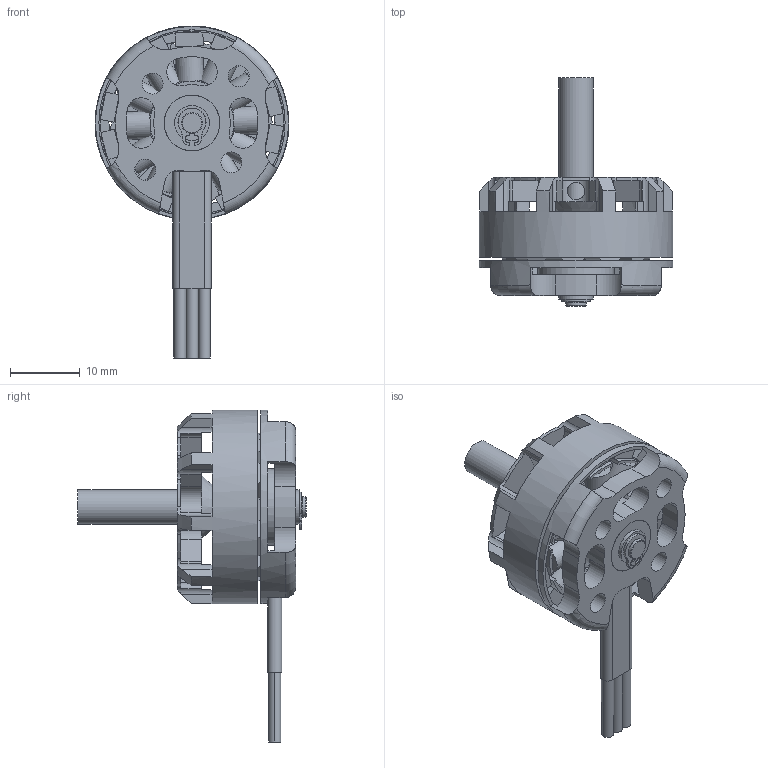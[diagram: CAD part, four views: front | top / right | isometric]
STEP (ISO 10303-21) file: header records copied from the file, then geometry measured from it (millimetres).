
FILE_DESCRIPTION(/* description */ (''),/* implementation_level */ '2;1');
FILE_NAME(/* name */ 'AKK RS2205 2300KV.stp',/* time_stamp */ '2024-02-02T00:21:20-05:00',/* author */ ('Nathan Cai'),/* organization */ (''),/* preprocessor_version */ 'ST-DEVELOPER v19.2',/* originating_system */ 'Autodesk Inventor 2023',/* authorisation */ '');
FILE_SCHEMA (('AUTOMOTIVE_DESIGN { 1 0 10303 214 3 1 1 }'));
Length unit declared in the file: millimetre
Products named in the file (11): AKK RS2205 2300KV; BASE; BEARING; STATOR; CAN; SHAFT; 98541A111_External Retaining Ring; SPACER; COILS; Magnets; Cable Sleeve
Assembly tree (35 placements, depth 2):
  AKK RS2205 2300KV
    BASE
    BEARING  x2
    STATOR
    CAN
    SHAFT
    98541A111_External Retaining Ring
    SPACER
    COILS  x12
    Magnets  x14
    Cable Sleeve
Bounding box: 27.85 x 32.75 x 47.67 mm (x, y, z)
Volume: 5633.4 mm3; surface area: 11050.5 mm2
Topology: 35 solids, 35 shells, 632 faces, 1696 edges, 1120 vertices
Faces by surface type: plane 335, cylinder 254, torus 32, cone 11
Full cylindrical faces by diameter (mm): 1.75 x1, 2.5 x1, 2.8 x1, 3 x10, 5 x2, 8 x3, 9 x1, 11 x1, 23.85 x1, 26.35 x1, 26.75 x1, 27.75 x1, 27.85 x1
Entity records: 14186 total; most frequent: CARTESIAN_POINT 2678, DIRECTION 2519, ORIENTED_EDGE 2262, EDGE_CURVE 1131, AXIS2_PLACEMENT_3D 992, VERTEX_POINT 734, CIRCLE 550, LINE 535
